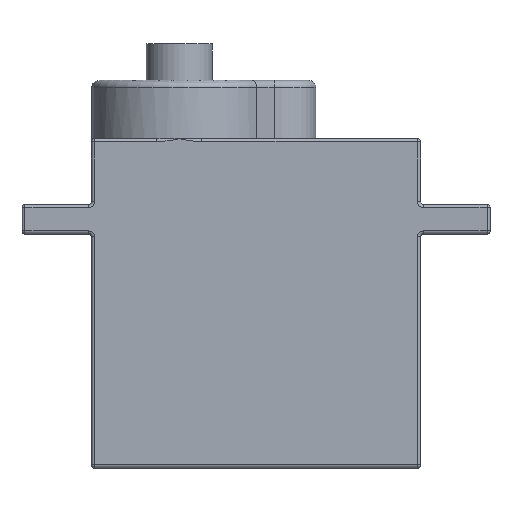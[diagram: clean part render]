
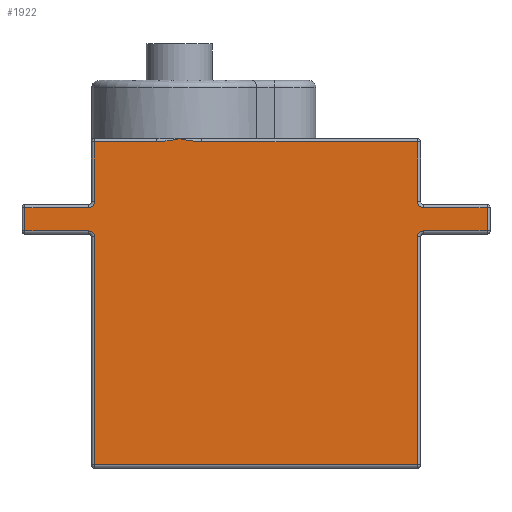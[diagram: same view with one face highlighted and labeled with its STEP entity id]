
A CAD part, top view. The second image highlights one B-rep face of the part: STEP entity #1922.
In plain terms, the highlighted planar face has unit normal (0, 0, 1).
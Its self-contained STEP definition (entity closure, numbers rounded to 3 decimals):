
#52=PLANE('',#2088);
#102=LINE('',#3266,#226);
#103=LINE('',#3268,#227);
#104=LINE('',#3270,#228);
#105=LINE('',#3274,#229);
#106=LINE('',#3276,#230);
#107=LINE('',#3278,#231);
#108=LINE('',#3282,#232);
#109=LINE('',#3284,#233);
#110=LINE('',#3286,#234);
#111=LINE('',#3290,#235);
#112=LINE('',#3292,#236);
#113=LINE('',#3327,#237);
#114=LINE('',#3328,#238);
#226=VECTOR('',#2414,1000.);
#227=VECTOR('',#2415,1000.);
#228=VECTOR('',#2416,1000.);
#229=VECTOR('',#2419,1000.);
#230=VECTOR('',#2420,1000.);
#231=VECTOR('',#2421,1000.);
#232=VECTOR('',#2424,1000.);
#233=VECTOR('',#2425,1000.);
#234=VECTOR('',#2426,1000.);
#235=VECTOR('',#2429,1000.);
#236=VECTOR('',#2430,1000.);
#237=VECTOR('',#2431,1000.);
#238=VECTOR('',#2432,1000.);
#398=FACE_OUTER_BOUND('',#527,.T.);
#527=EDGE_LOOP('',(#1295,#1296,#1297,#1298,#1299,#1300,#1301,#1302,#1303,
#1304,#1305,#1306,#1307,#1308,#1309,#1310,#1311,#1312,#1313));
#656=B_SPLINE_CURVE_WITH_KNOTS('',3,(#3293,#3294,#3295,#3296,#3297,#3298,
#3299,#3300,#3301,#3302,#3303,#3304,#3305,#3306,#3307,#3308),
 .UNSPECIFIED.,.F.,.F.,(4,3,3,3,3,4),(0.,0.,0.001,
0.001,0.001,0.002),
 .UNSPECIFIED.);
#657=B_SPLINE_CURVE_WITH_KNOTS('',3,(#3310,#3311,#3312,#3313,#3314,#3315,
#3316,#3317,#3318,#3319,#3320,#3321,#3322,#3323,#3324,#3325),
 .UNSPECIFIED.,.F.,.F.,(4,3,3,3,3,4),(0.,0.001,
0.001,0.001,0.001,0.002),
 .UNSPECIFIED.);
#686=CIRCLE('',#2089,0.4);
#687=CIRCLE('',#2090,0.4);
#688=CIRCLE('',#2091,0.4);
#689=CIRCLE('',#2092,0.4);
#823=VERTEX_POINT('',#3182);
#845=VERTEX_POINT('',#3262);
#846=VERTEX_POINT('',#3263);
#847=VERTEX_POINT('',#3265);
#848=VERTEX_POINT('',#3267);
#849=VERTEX_POINT('',#3269);
#850=VERTEX_POINT('',#3271);
#851=VERTEX_POINT('',#3273);
#852=VERTEX_POINT('',#3275);
#853=VERTEX_POINT('',#3277);
#854=VERTEX_POINT('',#3279);
#855=VERTEX_POINT('',#3281);
#856=VERTEX_POINT('',#3283);
#857=VERTEX_POINT('',#3285);
#858=VERTEX_POINT('',#3287);
#859=VERTEX_POINT('',#3289);
#860=VERTEX_POINT('',#3291);
#861=VERTEX_POINT('',#3309);
#862=VERTEX_POINT('',#3326);
#1007=EDGE_CURVE('',#845,#846,#686,.T.);
#1008=EDGE_CURVE('',#845,#847,#102,.T.);
#1009=EDGE_CURVE('',#847,#848,#103,.T.);
#1010=EDGE_CURVE('',#848,#849,#104,.T.);
#1011=EDGE_CURVE('',#850,#849,#687,.T.);
#1012=EDGE_CURVE('',#850,#851,#105,.T.);
#1013=EDGE_CURVE('',#851,#852,#106,.T.);
#1014=EDGE_CURVE('',#852,#853,#107,.T.);
#1015=EDGE_CURVE('',#854,#853,#688,.T.);
#1016=EDGE_CURVE('',#854,#855,#108,.T.);
#1017=EDGE_CURVE('',#855,#856,#109,.T.);
#1018=EDGE_CURVE('',#856,#857,#110,.T.);
#1019=EDGE_CURVE('',#858,#857,#689,.T.);
#1020=EDGE_CURVE('',#858,#859,#111,.T.);
#1021=EDGE_CURVE('',#859,#860,#112,.T.);
#1022=EDGE_CURVE('',#860,#823,#656,.T.);
#1023=EDGE_CURVE('',#823,#861,#657,.T.);
#1024=EDGE_CURVE('',#861,#862,#113,.T.);
#1025=EDGE_CURVE('',#862,#846,#114,.T.);
#1295=ORIENTED_EDGE('',*,*,#1007,.F.);
#1296=ORIENTED_EDGE('',*,*,#1008,.T.);
#1297=ORIENTED_EDGE('',*,*,#1009,.T.);
#1298=ORIENTED_EDGE('',*,*,#1010,.T.);
#1299=ORIENTED_EDGE('',*,*,#1011,.F.);
#1300=ORIENTED_EDGE('',*,*,#1012,.T.);
#1301=ORIENTED_EDGE('',*,*,#1013,.T.);
#1302=ORIENTED_EDGE('',*,*,#1014,.T.);
#1303=ORIENTED_EDGE('',*,*,#1015,.F.);
#1304=ORIENTED_EDGE('',*,*,#1016,.T.);
#1305=ORIENTED_EDGE('',*,*,#1017,.T.);
#1306=ORIENTED_EDGE('',*,*,#1018,.T.);
#1307=ORIENTED_EDGE('',*,*,#1019,.F.);
#1308=ORIENTED_EDGE('',*,*,#1020,.T.);
#1309=ORIENTED_EDGE('',*,*,#1021,.T.);
#1310=ORIENTED_EDGE('',*,*,#1022,.T.);
#1311=ORIENTED_EDGE('',*,*,#1023,.T.);
#1312=ORIENTED_EDGE('',*,*,#1024,.T.);
#1313=ORIENTED_EDGE('',*,*,#1025,.T.);
#1922=ADVANCED_FACE('',(#398),#52,.T.);
#2088=AXIS2_PLACEMENT_3D('',#3261,#2410,#2411);
#2089=AXIS2_PLACEMENT_3D('',#3264,#2412,#2413);
#2090=AXIS2_PLACEMENT_3D('',#3272,#2417,#2418);
#2091=AXIS2_PLACEMENT_3D('',#3280,#2422,#2423);
#2092=AXIS2_PLACEMENT_3D('',#3288,#2427,#2428);
#2410=DIRECTION('center_axis',(0.,0.,1.));
#2411=DIRECTION('ref_axis',(1.,0.,0.));
#2412=DIRECTION('center_axis',(0.,0.,1.));
#2413=DIRECTION('ref_axis',(1.,0.,0.));
#2414=DIRECTION('',(-1.,0.,0.));
#2415=DIRECTION('',(0.,-1.,0.));
#2416=DIRECTION('',(1.,0.,0.));
#2417=DIRECTION('center_axis',(0.,0.,1.));
#2418=DIRECTION('ref_axis',(1.,0.,0.));
#2419=DIRECTION('',(0.,-1.,0.));
#2420=DIRECTION('',(1.,0.,0.));
#2421=DIRECTION('',(0.,1.,0.));
#2422=DIRECTION('center_axis',(0.,0.,1.));
#2423=DIRECTION('ref_axis',(1.,0.,0.));
#2424=DIRECTION('',(1.,0.,0.));
#2425=DIRECTION('',(0.,1.,0.));
#2426=DIRECTION('',(-1.,0.,0.));
#2427=DIRECTION('center_axis',(0.,0.,1.));
#2428=DIRECTION('ref_axis',(1.,0.,0.));
#2429=DIRECTION('',(0.,1.,0.));
#2430=DIRECTION('',(-1.,0.,0.));
#2431=DIRECTION('',(-1.,0.,0.));
#2432=DIRECTION('',(0.,-1.,0.));
#3182=CARTESIAN_POINT('',(-5.25,6.5,6.));
#3261=CARTESIAN_POINT('Origin',(-11.25,-16.,6.));
#3262=CARTESIAN_POINT('',(-11.45,1.8,6.));
#3263=CARTESIAN_POINT('',(-11.05,2.2,6.));
#3264=CARTESIAN_POINT('Origin',(-11.45,2.2,6.));
#3265=CARTESIAN_POINT('',(-15.8,1.8,6.));
#3266=CARTESIAN_POINT('',(-11.25,1.8,6.));
#3267=CARTESIAN_POINT('',(-15.8,0.2,6.));
#3268=CARTESIAN_POINT('',(-15.8,0.,6.));
#3269=CARTESIAN_POINT('',(-11.45,0.2,6.));
#3270=CARTESIAN_POINT('',(-11.25,0.2,6.));
#3271=CARTESIAN_POINT('',(-11.05,-0.2,6.));
#3272=CARTESIAN_POINT('Origin',(-11.45,-0.2,6.));
#3273=CARTESIAN_POINT('',(-11.05,-15.8,6.));
#3274=CARTESIAN_POINT('',(-11.05,-16.,6.));
#3275=CARTESIAN_POINT('',(11.05,-15.8,6.));
#3276=CARTESIAN_POINT('',(11.25,-15.8,6.));
#3277=CARTESIAN_POINT('',(11.05,-0.2,6.));
#3278=CARTESIAN_POINT('',(11.05,-16.,6.));
#3279=CARTESIAN_POINT('',(11.45,0.2,6.));
#3280=CARTESIAN_POINT('Origin',(11.45,-0.2,6.));
#3281=CARTESIAN_POINT('',(15.8,0.2,6.));
#3282=CARTESIAN_POINT('',(16.,0.2,6.));
#3283=CARTESIAN_POINT('',(15.8,1.8,6.));
#3284=CARTESIAN_POINT('',(15.8,2.,6.));
#3285=CARTESIAN_POINT('',(11.45,1.8,6.));
#3286=CARTESIAN_POINT('',(-11.25,1.8,6.));
#3287=CARTESIAN_POINT('',(11.05,2.2,6.));
#3288=CARTESIAN_POINT('Origin',(11.45,2.2,6.));
#3289=CARTESIAN_POINT('',(11.05,6.3,6.));
#3290=CARTESIAN_POINT('',(11.05,-16.,6.));
#3291=CARTESIAN_POINT('',(-3.714,6.3,6.));
#3292=CARTESIAN_POINT('',(-11.25,6.3,6.));
#3293=CARTESIAN_POINT('Ctrl Pts',(-3.714,6.3,6.));
#3294=CARTESIAN_POINT('Ctrl Pts',(-3.844,6.3,6.));
#3295=CARTESIAN_POINT('Ctrl Pts',(-3.973,6.308,6.));
#3296=CARTESIAN_POINT('Ctrl Pts',(-4.102,6.32,6.));
#3297=CARTESIAN_POINT('Ctrl Pts',(-4.23,6.332,6.));
#3298=CARTESIAN_POINT('Ctrl Pts',(-4.358,6.349,6.));
#3299=CARTESIAN_POINT('Ctrl Pts',(-4.486,6.368,6.));
#3300=CARTESIAN_POINT('Ctrl Pts',(-4.486,6.368,6.));
#3301=CARTESIAN_POINT('Ctrl Pts',(-4.486,6.368,6.));
#3302=CARTESIAN_POINT('Ctrl Pts',(-4.486,6.368,6.));
#3303=CARTESIAN_POINT('Ctrl Pts',(-4.606,6.385,6.));
#3304=CARTESIAN_POINT('Ctrl Pts',(-4.724,6.405,6.));
#3305=CARTESIAN_POINT('Ctrl Pts',(-4.843,6.426,6.));
#3306=CARTESIAN_POINT('Ctrl Pts',(-4.979,6.45,6.));
#3307=CARTESIAN_POINT('Ctrl Pts',(-5.114,6.475,6.));
#3308=CARTESIAN_POINT('Ctrl Pts',(-5.25,6.5,6.));
#3309=CARTESIAN_POINT('',(-6.786,6.3,6.));
#3310=CARTESIAN_POINT('Ctrl Pts',(-5.25,6.5,6.));
#3311=CARTESIAN_POINT('Ctrl Pts',(-5.463,6.46,6.));
#3312=CARTESIAN_POINT('Ctrl Pts',(-5.677,6.42,6.));
#3313=CARTESIAN_POINT('Ctrl Pts',(-5.892,6.386,6.));
#3314=CARTESIAN_POINT('Ctrl Pts',(-5.933,6.38,6.));
#3315=CARTESIAN_POINT('Ctrl Pts',(-5.973,6.374,6.));
#3316=CARTESIAN_POINT('Ctrl Pts',(-6.014,6.368,6.));
#3317=CARTESIAN_POINT('Ctrl Pts',(-6.014,6.368,6.));
#3318=CARTESIAN_POINT('Ctrl Pts',(-6.014,6.368,6.));
#3319=CARTESIAN_POINT('Ctrl Pts',(-6.014,6.368,6.));
#3320=CARTESIAN_POINT('Ctrl Pts',(-6.142,6.349,6.));
#3321=CARTESIAN_POINT('Ctrl Pts',(-6.27,6.332,6.));
#3322=CARTESIAN_POINT('Ctrl Pts',(-6.398,6.32,6.));
#3323=CARTESIAN_POINT('Ctrl Pts',(-6.527,6.308,6.));
#3324=CARTESIAN_POINT('Ctrl Pts',(-6.656,6.3,6.));
#3325=CARTESIAN_POINT('Ctrl Pts',(-6.786,6.3,6.));
#3326=CARTESIAN_POINT('',(-11.05,6.3,6.));
#3327=CARTESIAN_POINT('',(-11.25,6.3,6.));
#3328=CARTESIAN_POINT('',(-11.05,-16.,6.));
